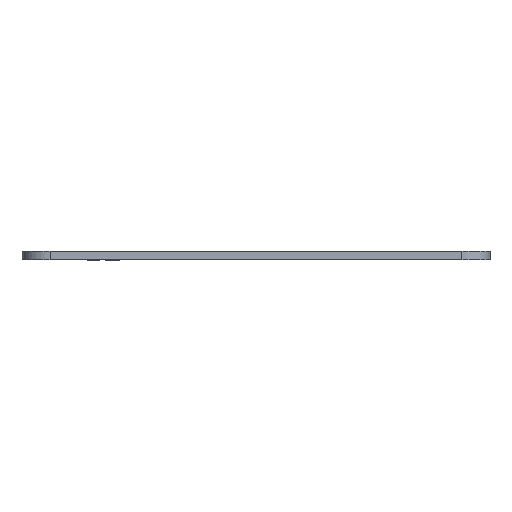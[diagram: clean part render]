
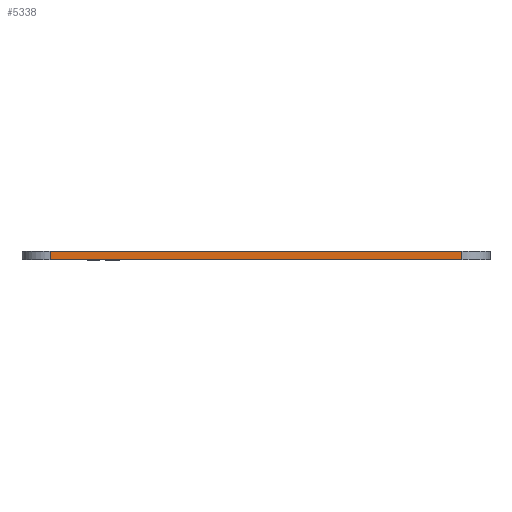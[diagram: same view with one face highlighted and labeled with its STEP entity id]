
A CAD part, left-side view. The second image highlights one B-rep face of the part: STEP entity #5338.
In plain terms, the highlighted planar face has unit normal (-1, 0, 0).
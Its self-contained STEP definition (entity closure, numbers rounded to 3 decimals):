
#599=PLANE('',#5690);
#701=FACE_OUTER_BOUND('',#1010,.T.);
#1010=EDGE_LOOP('',(#3699,#3700,#3701,#3702));
#1330=LINE('',#6626,#1763);
#1356=LINE('',#6723,#1789);
#1357=LINE('',#6726,#1790);
#1358=LINE('',#6727,#1791);
#1763=VECTOR('',#5847,10.);
#1789=VECTOR('',#5925,10.);
#1790=VECTOR('',#5928,10.);
#1791=VECTOR('',#5929,10.);
#2247=VERTEX_POINT('',#6623);
#2248=VERTEX_POINT('',#6625);
#2292=VERTEX_POINT('',#6719);
#2294=VERTEX_POINT('',#6725);
#2806=EDGE_CURVE('',#2247,#2248,#1330,.T.);
#2855=EDGE_CURVE('',#2248,#2292,#1356,.T.);
#2856=EDGE_CURVE('',#2294,#2247,#1357,.T.);
#2857=EDGE_CURVE('',#2292,#2294,#1358,.T.);
#3699=ORIENTED_EDGE('',*,*,#2855,.F.);
#3700=ORIENTED_EDGE('',*,*,#2806,.F.);
#3701=ORIENTED_EDGE('',*,*,#2856,.F.);
#3702=ORIENTED_EDGE('',*,*,#2857,.F.);
#5338=ADVANCED_FACE('',(#701),#599,.T.);
#5690=AXIS2_PLACEMENT_3D('',#6724,#5926,#5927);
#5847=DIRECTION('',(0.,1.,0.));
#5925=DIRECTION('',(0.,0.,1.));
#5926=DIRECTION('center_axis',(-1.,0.,0.));
#5927=DIRECTION('ref_axis',(0.,-1.,0.));
#5928=DIRECTION('',(0.,0.,-1.));
#5929=DIRECTION('',(0.,-1.,0.));
#6623=CARTESIAN_POINT('',(-18.349,-64.546,0.));
#6625=CARTESIAN_POINT('',(-18.349,8.647,0.));
#6626=CARTESIAN_POINT('',(-18.349,-69.546,0.));
#6719=CARTESIAN_POINT('',(-18.349,8.647,1.5));
#6723=CARTESIAN_POINT('',(-18.349,8.647,0.));
#6724=CARTESIAN_POINT('Origin',(-18.349,13.647,0.));
#6725=CARTESIAN_POINT('',(-18.349,-64.546,1.5));
#6726=CARTESIAN_POINT('',(-18.349,-64.546,0.));
#6727=CARTESIAN_POINT('',(-18.349,-69.546,1.5));
